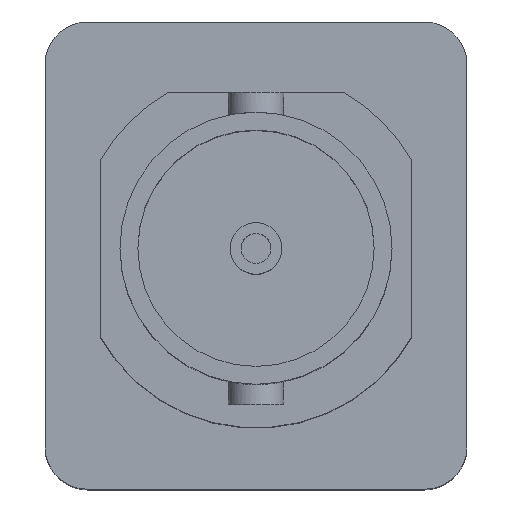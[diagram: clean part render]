
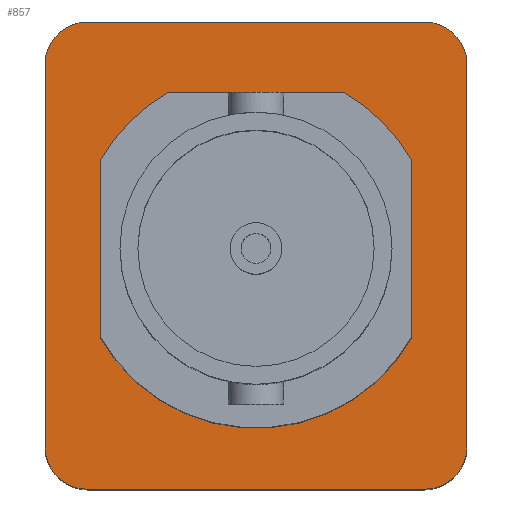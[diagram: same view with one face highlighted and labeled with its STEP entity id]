
A CAD part, top view. The second image highlights one B-rep face of the part: STEP entity #857.
In plain terms, the highlighted planar face has unit normal (0, 0, 1).
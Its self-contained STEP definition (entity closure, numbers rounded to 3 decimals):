
#628=CARTESIAN_POINT('',(5.53,-3.121,15.335));
#629=VERTEX_POINT('',#628);
#636=CARTESIAN_POINT('',(5.53,3.121,15.335));
#637=VERTEX_POINT('',#636);
#638=CARTESIAN_POINT('',(5.53,-0.225,15.335));
#639=DIRECTION('',(-0.0,-1.0,-0.0));
#640=VECTOR('',#639,1.0);
#641=LINE('',#638,#640);
#642=EDGE_CURVE('n� 694',#637,#629,#641,.T.);
#659=CARTESIAN_POINT('',(-5.53,-3.121,15.335));
#660=VERTEX_POINT('',#659);
#667=CARTESIAN_POINT('',(0.0,-0.0,15.335));
#668=DIRECTION('',(-0.0,0.0,-1.0));
#669=DIRECTION('',(0.0,-1.0,-0.0));
#670=AXIS2_PLACEMENT_3D('',#667,#668,#669);
#671=CIRCLE('',#670,6.35);
#672=EDGE_CURVE('n� 693',#629,#660,#671,.T.);
#684=CARTESIAN_POINT('',(-5.53,3.121,15.335));
#685=VERTEX_POINT('',#684);
#692=CARTESIAN_POINT('',(-5.53,-0.225,15.335));
#693=DIRECTION('',(-0.0,1.0,0.0));
#694=VECTOR('',#693,1.0);
#695=LINE('',#692,#694);
#696=EDGE_CURVE('n� 692',#660,#685,#695,.T.);
#708=CARTESIAN_POINT('',(-3.121,5.53,15.335));
#709=VERTEX_POINT('',#708);
#716=CARTESIAN_POINT('',(0.0,-0.0,15.335));
#717=DIRECTION('',(-0.0,0.0,-1.0));
#718=DIRECTION('',(0.0,-1.0,-0.0));
#719=AXIS2_PLACEMENT_3D('',#716,#717,#718);
#720=CIRCLE('',#719,6.35);
#721=EDGE_CURVE('n� 691',#685,#709,#720,.T.);
#733=CARTESIAN_POINT('',(3.121,5.53,15.335));
#734=VERTEX_POINT('',#733);
#741=CARTESIAN_POINT('',(0.0,5.53,15.335));
#742=DIRECTION('',(1.0,0.0,0.0));
#743=VECTOR('',#742,1.0);
#744=LINE('',#741,#743);
#745=EDGE_CURVE('n� 690',#709,#734,#744,.T.);
#758=CARTESIAN_POINT('',(0.0,-0.0,15.335));
#759=DIRECTION('',(-0.0,0.0,-1.0));
#760=DIRECTION('',(0.0,-1.0,-0.0));
#761=AXIS2_PLACEMENT_3D('',#758,#759,#760);
#762=CIRCLE('',#761,6.35);
#763=EDGE_CURVE('n� 689',#734,#637,#762,.T.);
#774=ORIENTED_EDGE('',*,*,#745,.T.);
#775=ORIENTED_EDGE('',*,*,#763,.T.);
#776=ORIENTED_EDGE('',*,*,#642,.T.);
#777=ORIENTED_EDGE('',*,*,#672,.T.);
#778=ORIENTED_EDGE('',*,*,#696,.T.);
#779=ORIENTED_EDGE('',*,*,#721,.T.);
#780=EDGE_LOOP('',(#774,#775,#776,#777,#778,#779));
#781=FACE_OUTER_BOUND('',#780,.T.);
#782=CARTESIAN_POINT('',(-7.48,-7.01,15.335));
#783=VERTEX_POINT('',#782);
#784=CARTESIAN_POINT('',(-5.98,-8.51,15.335));
#785=VERTEX_POINT('',#784);
#786=CARTESIAN_POINT('',(-5.98,-7.01,15.335));
#787=DIRECTION('',(-0.0,-0.0,1.0));
#788=DIRECTION('',(0.0,1.0,0.0));
#789=AXIS2_PLACEMENT_3D('',#786,#787,#788);
#790=CIRCLE('',#789,1.5);
#791=EDGE_CURVE('n� 312',#783,#785,#790,.T.);
#792=ORIENTED_EDGE('',*,*,#791,.T.);
#793=CARTESIAN_POINT('',(5.98,-8.51,15.335));
#794=VERTEX_POINT('',#793);
#795=CARTESIAN_POINT('',(0.0,-8.51,15.335));
#796=DIRECTION('',(-1.0,0.0,0.0));
#797=VECTOR('',#796,1.0);
#798=LINE('',#795,#797);
#799=EDGE_CURVE('n� 286',#794,#785,#798,.T.);
#800=ORIENTED_EDGE('',*,*,#799,.F.);
#801=CARTESIAN_POINT('',(7.48,-7.01,15.335));
#802=VERTEX_POINT('',#801);
#803=CARTESIAN_POINT('',(5.98,-7.01,15.335));
#804=DIRECTION('',(-0.0,-0.0,1.0));
#805=DIRECTION('',(1.0,-0.0,0.0));
#806=AXIS2_PLACEMENT_3D('',#803,#804,#805);
#807=CIRCLE('',#806,1.5);
#808=EDGE_CURVE('n� 483',#794,#802,#807,.T.);
#809=ORIENTED_EDGE('',*,*,#808,.T.);
#810=CARTESIAN_POINT('',(7.48,6.56,15.335));
#811=VERTEX_POINT('',#810);
#812=CARTESIAN_POINT('',(7.48,-0.225,15.335));
#813=DIRECTION('',(0.0,-1.0,-0.0));
#814=VECTOR('',#813,1.0);
#815=LINE('',#812,#814);
#816=EDGE_CURVE('n� 455',#811,#802,#815,.T.);
#817=ORIENTED_EDGE('',*,*,#816,.F.);
#818=CARTESIAN_POINT('',(5.98,8.06,15.335));
#819=VERTEX_POINT('',#818);
#820=CARTESIAN_POINT('',(5.98,6.56,15.335));
#821=DIRECTION('',(0.0,-0.0,1.0));
#822=DIRECTION('',(0.0,1.0,0.0));
#823=AXIS2_PLACEMENT_3D('',#820,#821,#822);
#824=CIRCLE('',#823,1.5);
#825=EDGE_CURVE('n� 426',#811,#819,#824,.T.);
#826=ORIENTED_EDGE('',*,*,#825,.T.);
#827=CARTESIAN_POINT('',(-5.98,8.06,15.335));
#828=VERTEX_POINT('',#827);
#829=CARTESIAN_POINT('',(0.0,8.06,15.335));
#830=DIRECTION('',(1.0,0.0,0.0));
#831=VECTOR('',#830,1.0);
#832=LINE('',#829,#831);
#833=EDGE_CURVE('n� 398',#828,#819,#832,.T.);
#834=ORIENTED_EDGE('',*,*,#833,.F.);
#835=CARTESIAN_POINT('',(-7.48,6.56,15.335));
#836=VERTEX_POINT('',#835);
#837=CARTESIAN_POINT('',(-5.98,6.56,15.335));
#838=DIRECTION('',(0.0,-0.0,1.0));
#839=DIRECTION('',(1.0,0.0,-0.0));
#840=AXIS2_PLACEMENT_3D('',#837,#838,#839);
#841=CIRCLE('',#840,1.5);
#842=EDGE_CURVE('n� 369',#828,#836,#841,.T.);
#843=ORIENTED_EDGE('',*,*,#842,.T.);
#844=CARTESIAN_POINT('',(-7.48,-0.225,15.335));
#845=DIRECTION('',(0.0,1.0,0.0));
#846=VECTOR('',#845,1.0);
#847=LINE('',#844,#846);
#848=EDGE_CURVE('n� 343',#783,#836,#847,.T.);
#849=ORIENTED_EDGE('',*,*,#848,.F.);
#850=EDGE_LOOP('',(#792,#800,#809,#817,#826,#834,#843,#849));
#851=FACE_BOUND('',#850,.T.);
#852=CARTESIAN_POINT('',(-7.779,-8.841,15.335));
#853=DIRECTION('',(0.0,-0.0,1.0));
#854=DIRECTION('',(1.0,0.0,0.0));
#855=AXIS2_PLACEMENT_3D('',#852,#853,#854);
#856=PLANE('',#855);
#857=ADVANCED_FACE('n� 686',(#781,#851),#856,.T.);
